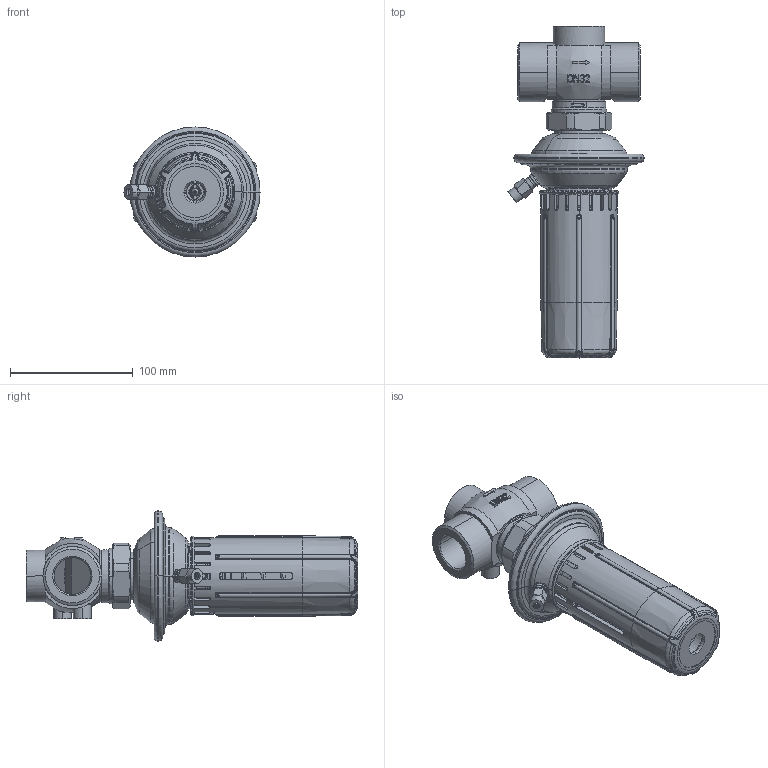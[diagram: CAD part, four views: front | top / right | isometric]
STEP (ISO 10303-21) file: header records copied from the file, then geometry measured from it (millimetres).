
FILE_DESCRIPTION((''),'2;1');
FILE_NAME('003H6205','2012-03-27T',('U258099'),('Danfoss'),'PRO/ENGINEER BY PARAMETRIC TECHNOLOGY CORPORATION, 2010370','PRO/ENGINEER BY PARAMETRIC TECHNOLOGY CORPORATION, 2010370','');
FILE_SCHEMA(('CONFIG_CONTROL_DESIGN'));
Products named in the file (1): 003H6205
Bounding box: 110.92 x 270.53 x 106 mm (x, y, z)
Volume: 392152.9 mm3; surface area: 221593 mm2
Topology: 3 solids, 3 shells, 2689 faces, 7188 edges, 4482 vertices
Faces by surface type: plane 980, cylinder 576, bspline 509, cone 333, torus 273, sphere 12, extrusion 6
Entity records: 130864 total; most frequent: CARTESIAN_POINT 68939, ORIENTED_EDGE 14340, DIRECTION 11163, EDGE_CURVE 7170, VERTEX_POINT 4482, AXIS2_PLACEMENT_3D 4418, EDGE_LOOP 2820, FACE_OUTER_BOUND 2689
